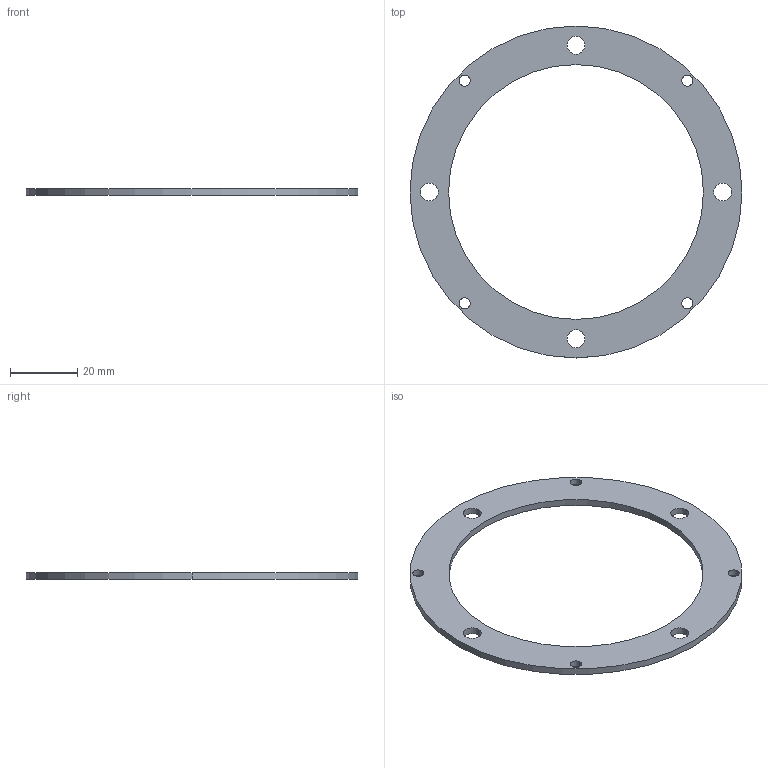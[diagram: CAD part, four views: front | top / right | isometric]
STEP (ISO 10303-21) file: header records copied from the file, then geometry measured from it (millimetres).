
FILE_DESCRIPTION (( 'STEP AP203' ), '1' );
FILE_NAME ('BackFlange_x2 Rev(-).step', '2020-04-27T15:16:27', ( '' ), ( '' ), 'SwSTEP 2.0', 'SolidWorks 2020', '' );
FILE_SCHEMA (( 'CONFIG_CONTROL_DESIGN' ));
Length unit declared in the file: inch
Products named in the file (2): BackFlange_x2; BackFlange_x2 Rev(-)
Assembly tree (1 placements, depth 2):
  BackFlange_x2 Rev(-)
    BackFlange_x2
Bounding box: 99 x 99 x 2.06 mm (x, y, z)
Volume: 6259.9 mm3; surface area: 7432.7 mm2
Topology: 1 solids, 1 shells, 22 faces, 60 edges, 40 vertices
Faces by surface type: cylinder 20, plane 2
Entity records: 960 total; most frequent: DIRECTION 152, CARTESIAN_POINT 126, ORIENTED_EDGE 120, AXIS2_PLACEMENT_3D 66, EDGE_CURVE 60, VERTEX_POINT 40, CIRCLE 40, EDGE_LOOP 40
